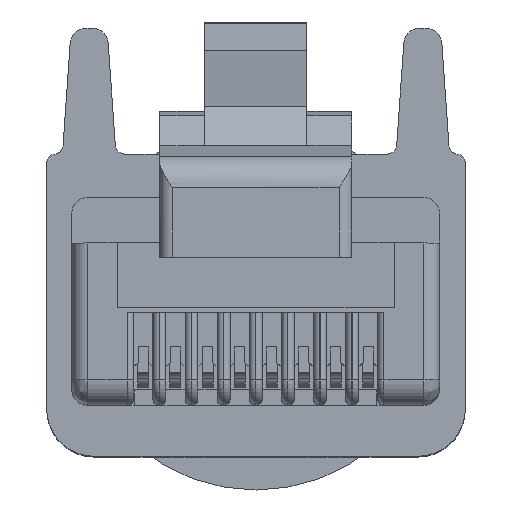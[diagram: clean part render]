
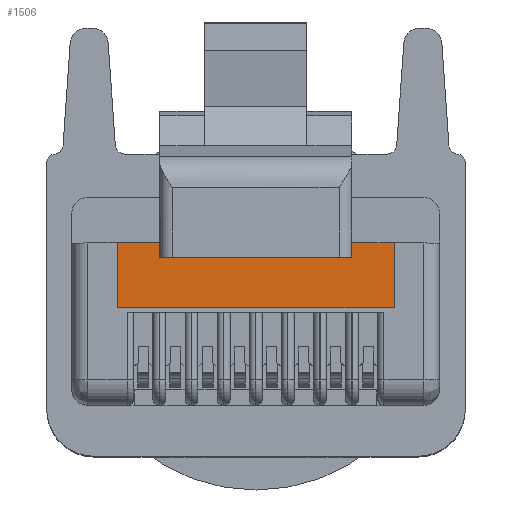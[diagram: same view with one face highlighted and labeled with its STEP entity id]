
A CAD part, top view. The second image highlights one B-rep face of the part: STEP entity #1506.
In plain terms, the highlighted planar face has unit normal (0, 0, 1).
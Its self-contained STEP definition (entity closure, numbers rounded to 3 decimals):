
#1506=ADVANCED_FACE('',(#3170),#2454,.F.);
#2454=PLANE('',#20601);
#3170=FACE_OUTER_BOUND('',#4187,.T.);
#4187=EDGE_LOOP('',(#7337,#7338,#7339,#7340,#7341,#7342,#7343,#7344));
#7337=ORIENTED_EDGE('',*,*,#13641,.F.);
#7338=ORIENTED_EDGE('',*,*,#13623,.F.);
#7339=ORIENTED_EDGE('',*,*,#13620,.T.);
#7340=ORIENTED_EDGE('',*,*,#13532,.T.);
#7341=ORIENTED_EDGE('',*,*,#14174,.T.);
#7342=ORIENTED_EDGE('',*,*,#14172,.T.);
#7343=ORIENTED_EDGE('',*,*,#14170,.T.);
#7344=ORIENTED_EDGE('',*,*,#14168,.T.);
#11491=VERTEX_POINT('',#28897);
#11492=VERTEX_POINT('',#28899);
#11555=VERTEX_POINT('',#29063);
#11557=VERTEX_POINT('',#29069);
#11569=VERTEX_POINT('',#29133);
#11866=VERTEX_POINT('',#30205);
#11867=VERTEX_POINT('',#30209);
#11868=VERTEX_POINT('',#30213);
#13532=EDGE_CURVE('',#11492,#11491,#16394,.T.);
#13620=EDGE_CURVE('',#11555,#11492,#16467,.T.);
#13623=EDGE_CURVE('',#11555,#11557,#16469,.T.);
#13641=EDGE_CURVE('',#11557,#11569,#16483,.T.);
#14168=EDGE_CURVE('',#11866,#11569,#16884,.T.);
#14170=EDGE_CURVE('',#11867,#11866,#16886,.T.);
#14172=EDGE_CURVE('',#11868,#11867,#16888,.T.);
#14174=EDGE_CURVE('',#11491,#11868,#16890,.T.);
#16394=LINE('',#28898,#18642);
#16467=LINE('',#29062,#18715);
#16469=LINE('',#29068,#18717);
#16483=LINE('',#29132,#18731);
#16884=LINE('',#30204,#19132);
#16886=LINE('',#30208,#19134);
#16888=LINE('',#30212,#19136);
#16890=LINE('',#30216,#19138);
#18642=VECTOR('',#22900,1.);
#18715=VECTOR('',#23029,1.);
#18717=VECTOR('',#23035,1.);
#18731=VECTOR('',#23061,1.);
#19132=VECTOR('',#24146,1.);
#19134=VECTOR('',#24150,1.);
#19136=VECTOR('',#24154,1.);
#19138=VECTOR('',#24158,1.);
#20601=AXIS2_PLACEMENT_3D('',#30218,#24161,#24162);
#22900=DIRECTION('',(-1.,0.,0.));
#23029=DIRECTION('',(0.,1.,0.));
#23035=DIRECTION('',(1.,0.,0.));
#23061=DIRECTION('',(0.,1.,0.));
#24146=DIRECTION('',(-1.,0.,0.));
#24150=DIRECTION('',(0.,1.,0.));
#24154=DIRECTION('',(1.,0.,0.));
#24158=DIRECTION('',(0.,-1.,0.));
#24161=DIRECTION('',(0.,0.,-1.));
#24162=DIRECTION('',(0.,-1.,0.));
#28897=CARTESIAN_POINT('',(-4.4,4.15,1.22));
#28898=CARTESIAN_POINT('',(-3.05,4.15,1.22));
#28899=CARTESIAN_POINT('',(-3.05,4.15,1.22));
#29062=CARTESIAN_POINT('',(-3.05,3.7,1.22));
#29063=CARTESIAN_POINT('',(-3.05,3.7,1.22));
#29068=CARTESIAN_POINT('',(-3.05,3.7,1.22));
#29069=CARTESIAN_POINT('',(3.05,3.7,1.22));
#29132=CARTESIAN_POINT('',(3.05,3.7,1.22));
#29133=CARTESIAN_POINT('',(3.05,4.15,1.22));
#30204=CARTESIAN_POINT('',(4.4,4.15,1.22));
#30205=CARTESIAN_POINT('',(4.4,4.15,1.22));
#30208=CARTESIAN_POINT('',(4.4,2.1,1.22));
#30209=CARTESIAN_POINT('',(4.4,2.1,1.22));
#30212=CARTESIAN_POINT('',(-4.4,2.1,1.22));
#30213=CARTESIAN_POINT('',(-4.4,2.1,1.22));
#30216=CARTESIAN_POINT('',(-4.4,4.15,1.22));
#30218=CARTESIAN_POINT('',(-5.3,5.1,1.22));
